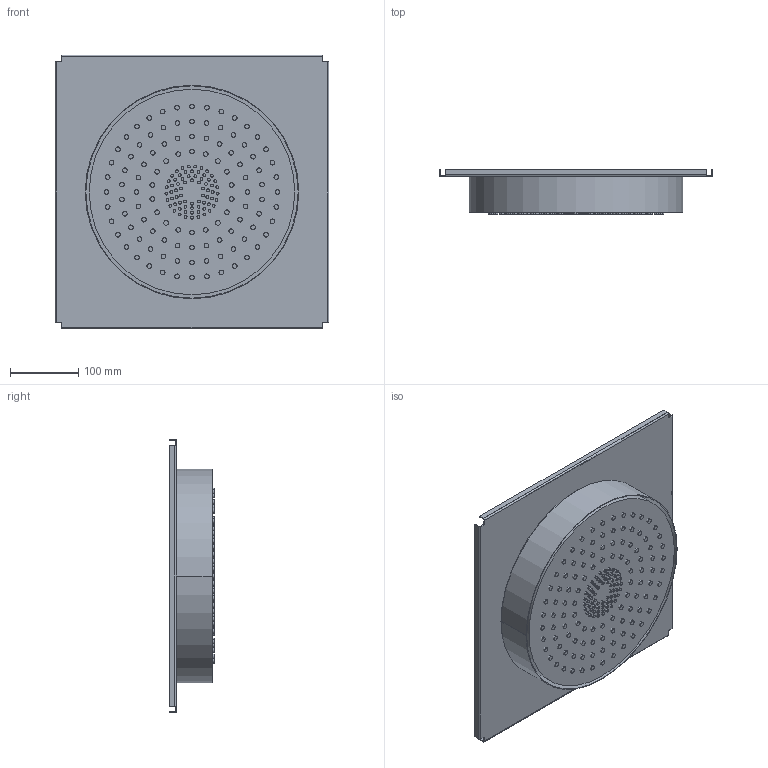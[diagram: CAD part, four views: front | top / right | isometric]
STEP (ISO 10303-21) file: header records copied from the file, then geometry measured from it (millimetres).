
FILE_DESCRIPTION (( 'STEP AP214' ), '1' );
FILE_NAME ('28033970.STEP', '2022-08-11T05:19:58', ( '' ), ( '' ), 'SwSTEP 2.0', 'SolidWorks 2020', '' );
FILE_SCHEMA (( 'AUTOMOTIVE_DESIGN' ));
Length unit declared in the file: millimetre
Products named in the file (5): Planungsmodell_Einsatz-+-09.12.01.099.90-1; Planungsmodell_Gehaeuse-mit-LED-+-09.12.05.080-1_K1_ohneLED; Planungsmodell_Reflexionskasten rund 310x250-+-04.17.20.245.00.90-1; Planungsmodell_Rohr_gerade-+-28.568.780-10_ _K469_116,24x36,6; 28033970
Assembly tree (4 placements, depth 2):
  28033970
    Planungsmodell_Gehaeuse-mit-LED-+-09.12.05.080-1_K1_ohneLED
    Planungsmodell_Einsatz-+-09.12.01.099.90-1
    Planungsmodell_Reflexionskasten rund 310x250-+-04.17.20.245.00.90-1
    Planungsmodell_Rohr_gerade-+-28.568.780-10_ _K469_116,24x36,6
Bounding box: 400 x 65.1 x 400 mm (x, y, z)
Volume: 1944000.7 mm3; surface area: 765709.5 mm2
Topology: 4 solids, 4 shells, 586 faces, 1194 edges, 796 vertices
Faces by surface type: cylinder 378, plane 208
Entity records: 15983 total; most frequent: DIRECTION 3136, CARTESIAN_POINT 2583, ORIENTED_EDGE 2388, AXIS2_PLACEMENT_3D 1349, EDGE_CURVE 1194, VERTEX_POINT 796, EDGE_LOOP 766, CIRCLE 756
